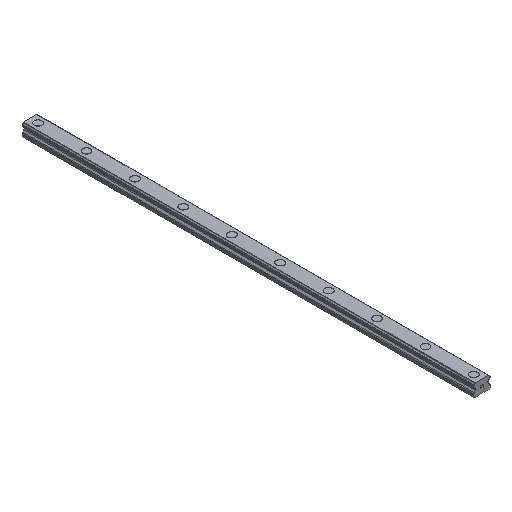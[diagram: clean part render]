
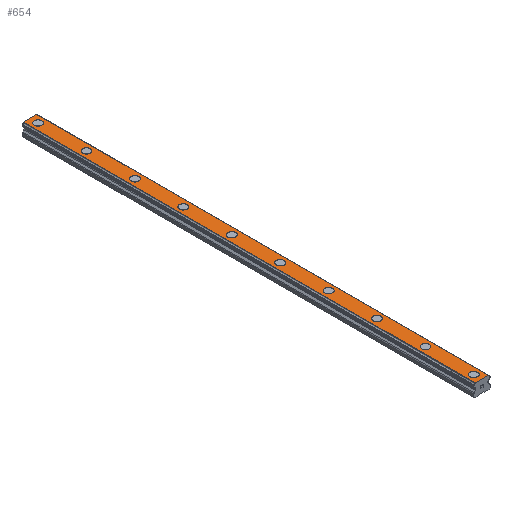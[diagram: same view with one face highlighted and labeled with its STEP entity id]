
A CAD part, isometric view. The second image highlights one B-rep face of the part: STEP entity #654.
In plain terms, the highlighted planar face has unit normal (0, 0, 1).
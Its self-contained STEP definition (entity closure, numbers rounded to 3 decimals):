
#654=ADVANCED_FACE('',(#1335,#1336,#1337,#1338,#1339,#1340,#1341,#1342,#1343,#1344,#1345),#1346,.T.);
#1335=FACE_BOUND('',#2036,.T.);
#1336=FACE_BOUND('',#2037,.T.);
#1337=FACE_BOUND('',#2038,.T.);
#1338=FACE_BOUND('',#2039,.T.);
#1339=FACE_BOUND('',#2040,.T.);
#1340=FACE_BOUND('',#2041,.T.);
#1341=FACE_BOUND('',#2042,.T.);
#1342=FACE_BOUND('',#2043,.T.);
#1343=FACE_BOUND('',#2044,.T.);
#1344=FACE_BOUND('',#2045,.T.);
#1345=FACE_OUTER_BOUND('',#2046,.T.);
#1346=PLANE('',#2047);
#2036=EDGE_LOOP('',(#3912,#3913));
#2037=EDGE_LOOP('',(#3914,#3915));
#2038=EDGE_LOOP('',(#3916,#3917));
#2039=EDGE_LOOP('',(#3918,#3919));
#2040=EDGE_LOOP('',(#3920,#3921));
#2041=EDGE_LOOP('',(#3922,#3923));
#2042=EDGE_LOOP('',(#3924,#3925));
#2043=EDGE_LOOP('',(#3926,#3927));
#2044=EDGE_LOOP('',(#3928,#3929));
#2045=EDGE_LOOP('',(#3930,#3931));
#2046=EDGE_LOOP('',(#3932,#3933,#3934,#3935));
#2047=AXIS2_PLACEMENT_3D('',#3936,#3937,#3938);
#3912=ORIENTED_EDGE('',*,*,#4219,.T.);
#3913=ORIENTED_EDGE('',*,*,#4651,.T.);
#3914=ORIENTED_EDGE('',*,*,#4207,.T.);
#3915=ORIENTED_EDGE('',*,*,#4669,.T.);
#3916=ORIENTED_EDGE('',*,*,#4195,.T.);
#3917=ORIENTED_EDGE('',*,*,#4684,.T.);
#3918=ORIENTED_EDGE('',*,*,#4183,.T.);
#3919=ORIENTED_EDGE('',*,*,#4699,.T.);
#3920=ORIENTED_EDGE('',*,*,#4171,.T.);
#3921=ORIENTED_EDGE('',*,*,#4714,.T.);
#3922=ORIENTED_EDGE('',*,*,#4159,.T.);
#3923=ORIENTED_EDGE('',*,*,#4729,.T.);
#3924=ORIENTED_EDGE('',*,*,#4147,.T.);
#3925=ORIENTED_EDGE('',*,*,#4744,.T.);
#3926=ORIENTED_EDGE('',*,*,#4135,.T.);
#3927=ORIENTED_EDGE('',*,*,#4759,.T.);
#3928=ORIENTED_EDGE('',*,*,#4123,.T.);
#3929=ORIENTED_EDGE('',*,*,#4774,.T.);
#3930=ORIENTED_EDGE('',*,*,#4111,.T.);
#3931=ORIENTED_EDGE('',*,*,#4789,.T.);
#3932=ORIENTED_EDGE('',*,*,#4633,.T.);
#3933=ORIENTED_EDGE('',*,*,#4838,.F.);
#3934=ORIENTED_EDGE('',*,*,#4505,.F.);
#3935=ORIENTED_EDGE('',*,*,#4836,.T.);
#3936=CARTESIAN_POINT('',(0.,560.0,15.5));
#3937=DIRECTION('',(0.0,0.0,1.0));
#3938=DIRECTION('',(-1.0,0.0,-0.0));
#4111=EDGE_CURVE('',#4894,#4891,#4895,.T.);
#4123=EDGE_CURVE('',#4916,#4913,#4917,.T.);
#4135=EDGE_CURVE('',#4938,#4935,#4939,.T.);
#4147=EDGE_CURVE('',#4960,#4957,#4961,.T.);
#4159=EDGE_CURVE('',#4982,#4979,#4983,.T.);
#4171=EDGE_CURVE('',#5004,#5001,#5005,.T.);
#4183=EDGE_CURVE('',#5026,#5023,#5027,.T.);
#4195=EDGE_CURVE('',#5048,#5045,#5049,.T.);
#4207=EDGE_CURVE('',#5070,#5067,#5071,.T.);
#4219=EDGE_CURVE('',#5092,#5089,#5093,.T.);
#4505=EDGE_CURVE('',#5513,#5515,#5516,.T.);
#4633=EDGE_CURVE('',#5726,#5724,#5727,.T.);
#4651=EDGE_CURVE('',#5089,#5092,#5760,.T.);
#4669=EDGE_CURVE('',#5067,#5070,#5780,.T.);
#4684=EDGE_CURVE('',#5045,#5048,#5797,.T.);
#4699=EDGE_CURVE('',#5023,#5026,#5814,.T.);
#4714=EDGE_CURVE('',#5001,#5004,#5831,.T.);
#4729=EDGE_CURVE('',#4979,#4982,#5848,.T.);
#4744=EDGE_CURVE('',#4957,#4960,#5865,.T.);
#4759=EDGE_CURVE('',#4935,#4938,#5882,.T.);
#4774=EDGE_CURVE('',#4913,#4916,#5899,.T.);
#4789=EDGE_CURVE('',#4891,#4894,#5916,.T.);
#4836=EDGE_CURVE('',#5513,#5726,#5965,.T.);
#4838=EDGE_CURVE('',#5515,#5724,#5967,.T.);
#4891=VERTEX_POINT('',#6022);
#4894=VERTEX_POINT('',#6026);
#4895=CIRCLE('',#6027,4.75);
#4913=VERTEX_POINT('',#6048);
#4916=VERTEX_POINT('',#6052);
#4917=CIRCLE('',#6053,4.75);
#4935=VERTEX_POINT('',#6074);
#4938=VERTEX_POINT('',#6078);
#4939=CIRCLE('',#6079,4.75);
#4957=VERTEX_POINT('',#6100);
#4960=VERTEX_POINT('',#6104);
#4961=CIRCLE('',#6105,4.75);
#4979=VERTEX_POINT('',#6126);
#4982=VERTEX_POINT('',#6130);
#4983=CIRCLE('',#6131,4.75);
#5001=VERTEX_POINT('',#6152);
#5004=VERTEX_POINT('',#6156);
#5005=CIRCLE('',#6157,4.75);
#5023=VERTEX_POINT('',#6178);
#5026=VERTEX_POINT('',#6182);
#5027=CIRCLE('',#6183,4.75);
#5045=VERTEX_POINT('',#6204);
#5048=VERTEX_POINT('',#6208);
#5049=CIRCLE('',#6209,4.75);
#5067=VERTEX_POINT('',#6230);
#5070=VERTEX_POINT('',#6234);
#5071=CIRCLE('',#6235,4.75);
#5089=VERTEX_POINT('',#6256);
#5092=VERTEX_POINT('',#6260);
#5093=CIRCLE('',#6261,4.75);
#5513=VERTEX_POINT('',#6824);
#5515=VERTEX_POINT('',#6827);
#5516=LINE('',#6828,#6829);
#5724=VERTEX_POINT('',#7121);
#5726=VERTEX_POINT('',#7124);
#5727=LINE('',#7125,#7126);
#5760=CIRCLE('',#7166,4.75);
#5780=CIRCLE('',#7192,4.75);
#5797=CIRCLE('',#7213,4.75);
#5814=CIRCLE('',#7234,4.75);
#5831=CIRCLE('',#7255,4.75);
#5848=CIRCLE('',#7276,4.75);
#5865=CIRCLE('',#7297,4.75);
#5882=CIRCLE('',#7318,4.75);
#5899=CIRCLE('',#7339,4.75);
#5916=CIRCLE('',#7360,4.75);
#5965=LINE('',#7429,#7430);
#5967=LINE('',#7432,#7433);
#6022=CARTESIAN_POINT('',(4.75,10.0,15.5));
#6026=CARTESIAN_POINT('',(-4.75,10.0,15.5));
#6027=AXIS2_PLACEMENT_3D('',#7505,#7506,#7507);
#6048=CARTESIAN_POINT('',(4.75,70.0,15.5));
#6052=CARTESIAN_POINT('',(-4.75,70.0,15.5));
#6053=AXIS2_PLACEMENT_3D('',#7527,#7528,#7529);
#6074=CARTESIAN_POINT('',(4.75,130.0,15.5));
#6078=CARTESIAN_POINT('',(-4.75,130.0,15.5));
#6079=AXIS2_PLACEMENT_3D('',#7549,#7550,#7551);
#6100=CARTESIAN_POINT('',(4.75,190.0,15.5));
#6104=CARTESIAN_POINT('',(-4.75,190.0,15.5));
#6105=AXIS2_PLACEMENT_3D('',#7571,#7572,#7573);
#6126=CARTESIAN_POINT('',(4.75,250.0,15.5));
#6130=CARTESIAN_POINT('',(-4.75,250.0,15.5));
#6131=AXIS2_PLACEMENT_3D('',#7593,#7594,#7595);
#6152=CARTESIAN_POINT('',(4.75,310.0,15.5));
#6156=CARTESIAN_POINT('',(-4.75,310.0,15.5));
#6157=AXIS2_PLACEMENT_3D('',#7615,#7616,#7617);
#6178=CARTESIAN_POINT('',(4.75,370.0,15.5));
#6182=CARTESIAN_POINT('',(-4.75,370.0,15.5));
#6183=AXIS2_PLACEMENT_3D('',#7637,#7638,#7639);
#6204=CARTESIAN_POINT('',(4.75,430.0,15.5));
#6208=CARTESIAN_POINT('',(-4.75,430.0,15.5));
#6209=AXIS2_PLACEMENT_3D('',#7659,#7660,#7661);
#6230=CARTESIAN_POINT('',(4.75,490.0,15.5));
#6234=CARTESIAN_POINT('',(-4.75,490.0,15.5));
#6235=AXIS2_PLACEMENT_3D('',#7681,#7682,#7683);
#6256=CARTESIAN_POINT('',(4.75,550.0,15.5));
#6260=CARTESIAN_POINT('',(-4.75,550.0,15.5));
#6261=AXIS2_PLACEMENT_3D('',#7703,#7704,#7705);
#6824=CARTESIAN_POINT('',(-8.378,560.0,15.5));
#6827=CARTESIAN_POINT('',(8.378,560.0,15.5));
#6828=CARTESIAN_POINT('',(-8.378,560.0,15.5));
#6829=VECTOR('',#8030,1.0);
#7121=CARTESIAN_POINT('',(8.378,0.0,15.5));
#7124=CARTESIAN_POINT('',(-8.378,0.0,15.5));
#7125=CARTESIAN_POINT('',(-8.378,0.0,15.5));
#7126=VECTOR('',#8170,1.0);
#7166=AXIS2_PLACEMENT_3D('',#8205,#8206,#8207);
#7192=AXIS2_PLACEMENT_3D('',#8226,#8227,#8228);
#7213=AXIS2_PLACEMENT_3D('',#8245,#8246,#8247);
#7234=AXIS2_PLACEMENT_3D('',#8264,#8265,#8266);
#7255=AXIS2_PLACEMENT_3D('',#8283,#8284,#8285);
#7276=AXIS2_PLACEMENT_3D('',#8302,#8303,#8304);
#7297=AXIS2_PLACEMENT_3D('',#8321,#8322,#8323);
#7318=AXIS2_PLACEMENT_3D('',#8340,#8341,#8342);
#7339=AXIS2_PLACEMENT_3D('',#8359,#8360,#8361);
#7360=AXIS2_PLACEMENT_3D('',#8378,#8379,#8380);
#7429=CARTESIAN_POINT('',(-8.378,560.0,15.5));
#7430=VECTOR('',#8413,1.0);
#7432=CARTESIAN_POINT('',(8.378,560.0,15.5));
#7433=VECTOR('',#8414,1.0);
#7505=CARTESIAN_POINT('',(0.0,10.0,15.5));
#7506=DIRECTION('',(0.0,0.0,-1.0));
#7507=DIRECTION('',(1.0,0.0,0.0));
#7527=CARTESIAN_POINT('',(0.0,70.0,15.5));
#7528=DIRECTION('',(0.0,0.0,-1.0));
#7529=DIRECTION('',(1.0,0.0,0.0));
#7549=CARTESIAN_POINT('',(0.0,130.0,15.5));
#7550=DIRECTION('',(0.0,0.0,-1.0));
#7551=DIRECTION('',(1.0,0.0,0.0));
#7571=CARTESIAN_POINT('',(0.0,190.0,15.5));
#7572=DIRECTION('',(0.0,0.0,-1.0));
#7573=DIRECTION('',(1.0,0.0,0.0));
#7593=CARTESIAN_POINT('',(0.0,250.0,15.5));
#7594=DIRECTION('',(0.0,0.0,-1.0));
#7595=DIRECTION('',(1.0,0.0,0.0));
#7615=CARTESIAN_POINT('',(0.0,310.0,15.5));
#7616=DIRECTION('',(0.0,0.0,-1.0));
#7617=DIRECTION('',(1.0,0.0,0.0));
#7637=CARTESIAN_POINT('',(0.0,370.0,15.5));
#7638=DIRECTION('',(0.0,0.0,-1.0));
#7639=DIRECTION('',(1.0,0.0,0.0));
#7659=CARTESIAN_POINT('',(0.0,430.0,15.5));
#7660=DIRECTION('',(0.0,0.0,-1.0));
#7661=DIRECTION('',(1.0,0.0,0.0));
#7681=CARTESIAN_POINT('',(0.0,490.0,15.5));
#7682=DIRECTION('',(0.0,0.0,-1.0));
#7683=DIRECTION('',(1.0,0.0,0.0));
#7703=CARTESIAN_POINT('',(0.0,550.0,15.5));
#7704=DIRECTION('',(0.0,0.0,-1.0));
#7705=DIRECTION('',(1.0,0.0,0.0));
#8030=DIRECTION('',(1.0,0.0,0.0));
#8170=DIRECTION('',(1.0,0.0,0.0));
#8205=CARTESIAN_POINT('',(0.0,550.0,15.5));
#8206=DIRECTION('',(0.0,0.0,-1.0));
#8207=DIRECTION('',(1.0,0.0,0.0));
#8226=CARTESIAN_POINT('',(0.0,490.0,15.5));
#8227=DIRECTION('',(0.0,0.0,-1.0));
#8228=DIRECTION('',(1.0,0.0,0.0));
#8245=CARTESIAN_POINT('',(0.0,430.0,15.5));
#8246=DIRECTION('',(0.0,0.0,-1.0));
#8247=DIRECTION('',(1.0,0.0,0.0));
#8264=CARTESIAN_POINT('',(0.0,370.0,15.5));
#8265=DIRECTION('',(0.0,0.0,-1.0));
#8266=DIRECTION('',(1.0,0.0,0.0));
#8283=CARTESIAN_POINT('',(0.0,310.0,15.5));
#8284=DIRECTION('',(0.0,0.0,-1.0));
#8285=DIRECTION('',(1.0,0.0,0.0));
#8302=CARTESIAN_POINT('',(0.0,250.0,15.5));
#8303=DIRECTION('',(0.0,0.0,-1.0));
#8304=DIRECTION('',(1.0,0.0,0.0));
#8321=CARTESIAN_POINT('',(0.0,190.0,15.5));
#8322=DIRECTION('',(0.0,0.0,-1.0));
#8323=DIRECTION('',(1.0,0.0,0.0));
#8340=CARTESIAN_POINT('',(0.0,130.0,15.5));
#8341=DIRECTION('',(0.0,0.0,-1.0));
#8342=DIRECTION('',(1.0,0.0,0.0));
#8359=CARTESIAN_POINT('',(0.0,70.0,15.5));
#8360=DIRECTION('',(0.0,0.0,-1.0));
#8361=DIRECTION('',(1.0,0.0,0.0));
#8378=CARTESIAN_POINT('',(0.0,10.0,15.5));
#8379=DIRECTION('',(0.0,0.0,-1.0));
#8380=DIRECTION('',(1.0,0.0,0.0));
#8413=DIRECTION('',(0.0,-1.0,0.0));
#8414=DIRECTION('',(0.0,-1.0,0.0));
